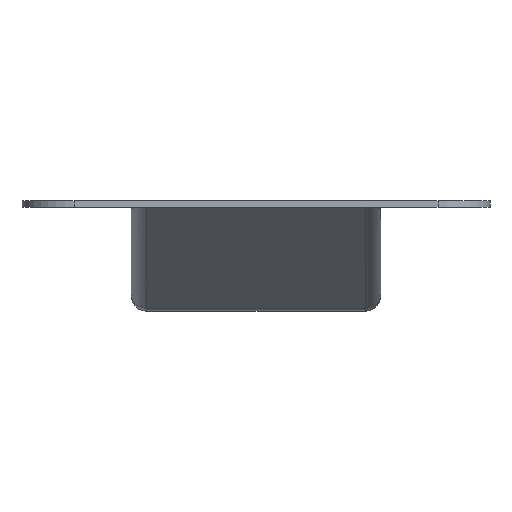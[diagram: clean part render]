
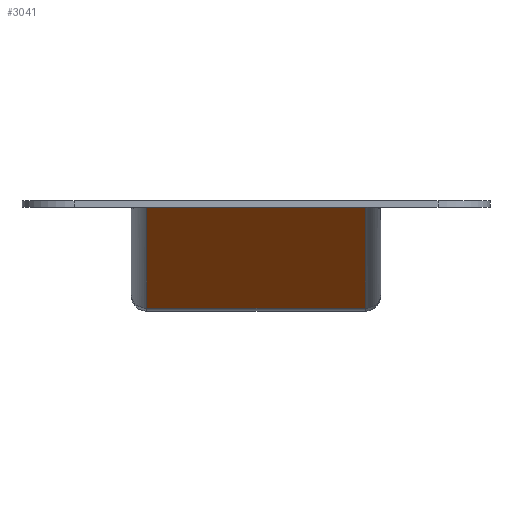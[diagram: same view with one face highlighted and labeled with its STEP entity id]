
A CAD part, left-side view. The second image highlights one B-rep face of the part: STEP entity #3041.
In plain terms, the highlighted planar face has unit normal (-0.496, 0, -0.868).
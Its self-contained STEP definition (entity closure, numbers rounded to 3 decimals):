
#267=PLANE('',#3249);
#391=FACE_OUTER_BOUND('',#586,.T.);
#586=EDGE_LOOP('',(#2521,#2522,#2523,#2524));
#799=LINE('',#5743,#993);
#800=LINE('',#5788,#994);
#801=LINE('',#5808,#995);
#802=LINE('',#5810,#996);
#993=VECTOR('',#3711,10.);
#994=VECTOR('',#3728,10.);
#995=VECTOR('',#3745,10.);
#996=VECTOR('',#3748,10.);
#1383=VERTEX_POINT('',#5737);
#1384=VERTEX_POINT('',#5741);
#1385=VERTEX_POINT('',#5782);
#1387=VERTEX_POINT('',#5802);
#1771=EDGE_CURVE('',#1384,#1383,#799,.T.);
#1777=EDGE_CURVE('',#1385,#1384,#800,.T.);
#1783=EDGE_CURVE('',#1387,#1383,#801,.T.);
#1784=EDGE_CURVE('',#1385,#1387,#802,.T.);
#2521=ORIENTED_EDGE('',*,*,#1771,.T.);
#2522=ORIENTED_EDGE('',*,*,#1783,.F.);
#2523=ORIENTED_EDGE('',*,*,#1784,.F.);
#2524=ORIENTED_EDGE('',*,*,#1777,.T.);
#3041=ADVANCED_FACE('',(#391),#267,.F.);
#3249=AXIS2_PLACEMENT_3D('',#5809,#3746,#3747);
#3711=DIRECTION('',(0.,1.,0.));
#3728=DIRECTION('',(-0.868,0.,0.496));
#3745=DIRECTION('',(-0.868,0.,0.496));
#3746=DIRECTION('center_axis',(0.496,0.,0.868));
#3747=DIRECTION('ref_axis',(0.868,0.,-0.496));
#3748=DIRECTION('',(0.,1.,0.));
#5737=CARTESIAN_POINT('',(19.75,66.,48.76));
#5741=CARTESIAN_POINT('',(19.75,24.,48.76));
#5743=CARTESIAN_POINT('',(19.75,45.,48.76));
#5782=CARTESIAN_POINT('',(53.713,24.,29.353));
#5788=CARTESIAN_POINT('',(68.436,24.,20.94));
#5802=CARTESIAN_POINT('',(53.713,66.,29.353));
#5808=CARTESIAN_POINT('',(68.436,66.,20.94));
#5809=CARTESIAN_POINT('Origin',(54.405,45.,28.958));
#5810=CARTESIAN_POINT('',(53.713,45.,29.353));
